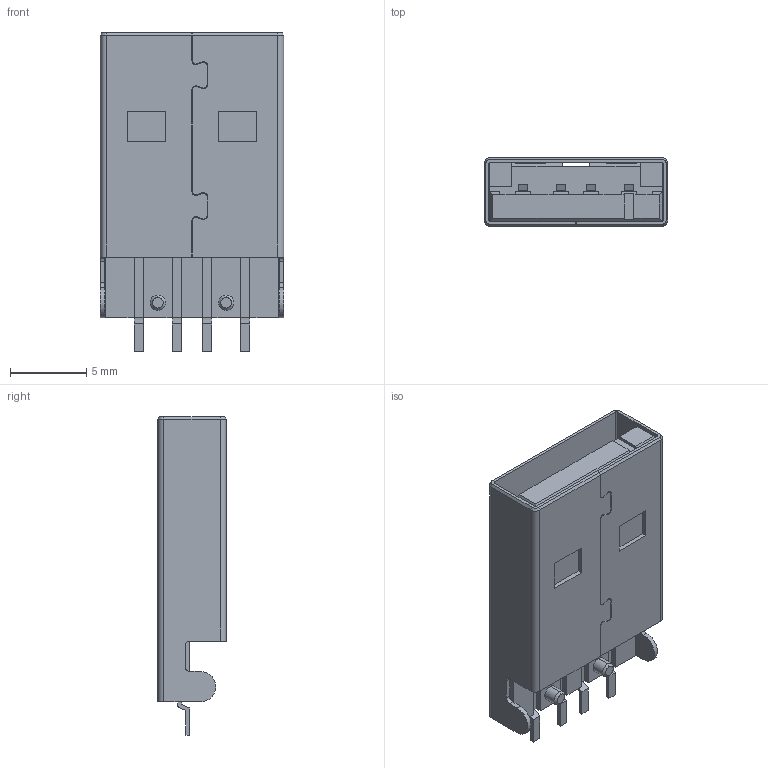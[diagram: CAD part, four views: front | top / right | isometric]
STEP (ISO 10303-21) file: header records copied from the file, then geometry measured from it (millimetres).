
FILE_DESCRIPTION(('STEP AP242'),'1');
FILE_NAME('0480372200.stp','2024-11-06T09:56:10',('TraceParts'),('TraceParts S.A.'),'Spatial InterOp 3D',' ',' ');
FILE_SCHEMA(('AP242_MANAGED_MODEL_BASED_3D_ENGINEERING_MIM_LF {1 0 10303 442 1 1 4}'));
Length unit declared in the file: millimetre
Products named in the file (1): 0480372200_1
Bounding box: 12.05 x 4.5 x 20.95 mm (x, y, z)
Volume: 647.7 mm3; surface area: 1784 mm2
Topology: 1 solids, 1 shells, 284 faces, 831 edges, 578 vertices
Faces by surface type: plane 212, cylinder 56, cone 8, bspline 8
Entity records: 9531 total; most frequent: CARTESIAN_POINT 1863, ORIENTED_EDGE 1602, DIRECTION 1521, EDGE_CURVE 801, LINE 689, VECTOR 689, VERTEX_POINT 518, AXIS2_PLACEMENT_3D 416
